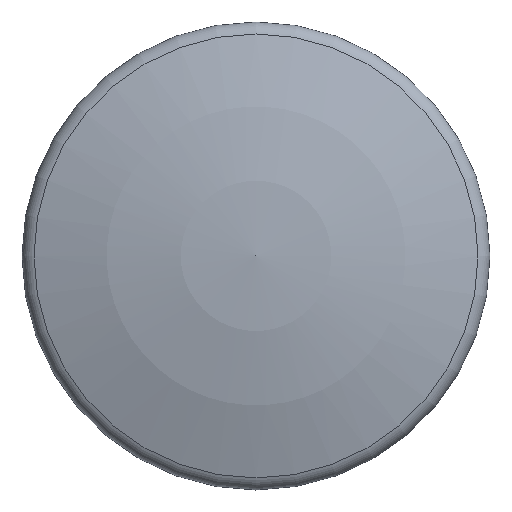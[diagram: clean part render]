
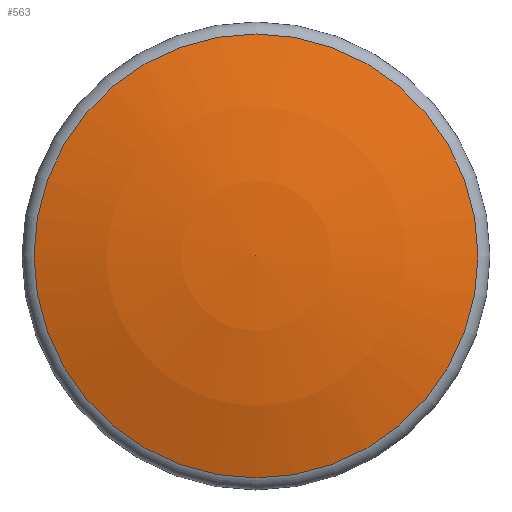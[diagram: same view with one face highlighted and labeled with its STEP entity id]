
A CAD part, top view. The second image highlights one B-rep face of the part: STEP entity #563.
In plain terms, the highlighted spherical face has radius 12 mm.
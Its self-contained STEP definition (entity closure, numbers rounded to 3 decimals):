
#154=FACE_OUTER_BOUND('',#187,.T.);
#187=EDGE_LOOP('',(#390,#391,#392));
#222=CIRCLE('',#617,3.795);
#223=CIRCLE('',#618,12.);
#247=VERTEX_POINT('',#838);
#248=VERTEX_POINT('',#840);
#304=EDGE_CURVE('',#247,#247,#222,.T.);
#305=EDGE_CURVE('',#248,#247,#223,.T.);
#390=ORIENTED_EDGE('',*,*,#304,.T.);
#391=ORIENTED_EDGE('',*,*,#305,.F.);
#392=ORIENTED_EDGE('',*,*,#305,.T.);
#562=SPHERICAL_SURFACE('',#616,12.);
#563=ADVANCED_FACE('',(#154),#562,.T.);
#616=AXIS2_PLACEMENT_3D('',#837,#676,#677);
#617=AXIS2_PLACEMENT_3D('',#839,#678,#679);
#618=AXIS2_PLACEMENT_3D('',#841,#680,#681);
#676=DIRECTION('center_axis',(0.,0.,1.));
#677=DIRECTION('ref_axis',(1.,0.,0.));
#678=DIRECTION('center_axis',(0.,0.,1.));
#679=DIRECTION('ref_axis',(1.,0.,0.));
#680=DIRECTION('center_axis',(0.,-1.,0.));
#681=DIRECTION('ref_axis',(-1.,0.,0.));
#837=CARTESIAN_POINT('Origin',(0.,0.,-11.));
#838=CARTESIAN_POINT('',(-3.795,0.,0.384));
#839=CARTESIAN_POINT('Origin',(0.,0.,0.384));
#840=CARTESIAN_POINT('',(0.,0.,1.));
#841=CARTESIAN_POINT('Origin',(0.,0.,-11.));
